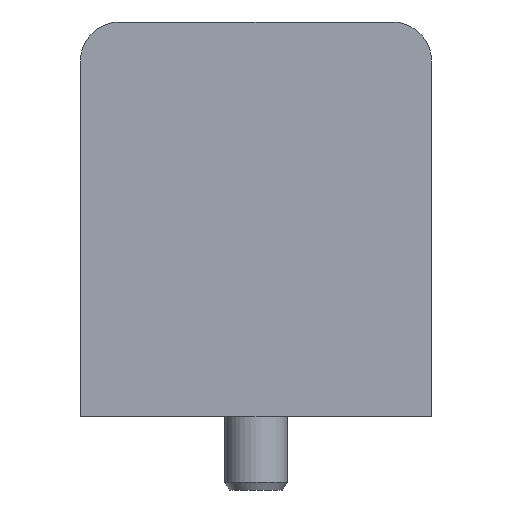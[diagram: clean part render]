
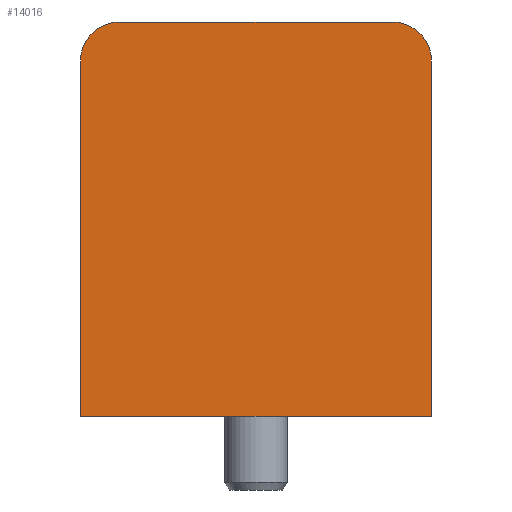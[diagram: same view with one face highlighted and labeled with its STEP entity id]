
A CAD part, left-side view. The second image highlights one B-rep face of the part: STEP entity #14016.
In plain terms, the highlighted planar face has unit normal (-1, 0, 0).
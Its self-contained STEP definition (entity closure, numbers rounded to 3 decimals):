
#369 = ORIENTED_EDGE ( 'NONE', *, *, #19104, .T. ) ;
#999 = DIRECTION ( 'NONE',  ( 0., 0., -1. ) ) ;
#1667 = AXIS2_PLACEMENT_3D ( 'NONE', #10450, #13504, #27401 ) ;
#4193 = ORIENTED_EDGE ( 'NONE', *, *, #19310, .F. ) ;
#5631 = LINE ( 'NONE', #19490, #32780 ) ;
#6314 = DIRECTION ( 'NONE',  ( -1., 0., 0. ) ) ;
#6345 = VERTEX_POINT ( 'NONE', #9834 ) ;
#6710 = CARTESIAN_POINT ( 'NONE',  ( -5.8, 22.5, -28.051 ) ) ;
#8284 = CARTESIAN_POINT ( 'NONE',  ( -5.8, 17.5, 22.5 ) ) ;
#8353 = VERTEX_POINT ( 'NONE', #6710 ) ;
#8538 = CARTESIAN_POINT ( 'NONE',  ( -5.8, -17.5, 22.5 ) ) ;
#8714 = LINE ( 'NONE', #23228, #25278 ) ;
#9074 = EDGE_CURVE ( 'NONE', #22728, #34372, #23784, .T. ) ;
#9834 = CARTESIAN_POINT ( 'NONE',  ( -5.8, 22.5, 17.5 ) ) ;
#10450 = CARTESIAN_POINT ( 'NONE',  ( -5.8, -17.5, 17.5 ) ) ;
#11378 = AXIS2_PLACEMENT_3D ( 'NONE', #17784, #29129, #14717 ) ;
#13367 = VERTEX_POINT ( 'NONE', #8284 ) ;
#13504 = DIRECTION ( 'NONE',  ( -1., 0., 0. ) ) ;
#13859 = DIRECTION ( 'NONE',  ( 0., 0., 1. ) ) ;
#13942 = EDGE_CURVE ( 'NONE', #13367, #34372, #8714, .T. ) ;
#14016 = ADVANCED_FACE ( 'NONE', ( #31429 ), #29013, .T. ) ;
#14543 = VECTOR ( 'NONE', #13859, 1000. ) ;
#14717 = DIRECTION ( 'NONE',  ( 0., 0., 1. ) ) ;
#15541 = EDGE_LOOP ( 'NONE', ( #24123, #34802, #31255, #22069, #369, #4193 ) ) ;
#15922 = VERTEX_POINT ( 'NONE', #34962 ) ;
#17784 = CARTESIAN_POINT ( 'NONE',  ( -5.8, 0., 0. ) ) ;
#17849 = VECTOR ( 'NONE', #999, 1000. ) ;
#19104 = EDGE_CURVE ( 'NONE', #13367, #6345, #30271, .T. ) ;
#19255 = DIRECTION ( 'NONE',  ( 0., 1., 0. ) ) ;
#19310 = EDGE_CURVE ( 'NONE', #8353, #6345, #27615, .T. ) ;
#19490 = CARTESIAN_POINT ( 'NONE',  ( -5.8, -22.5, -28.051 ) ) ;
#22069 = ORIENTED_EDGE ( 'NONE', *, *, #13942, .F. ) ;
#22728 = VERTEX_POINT ( 'NONE', #35839 ) ;
#23100 = AXIS2_PLACEMENT_3D ( 'NONE', #25946, #6314, #25819 ) ;
#23228 = CARTESIAN_POINT ( 'NONE',  ( -5.8, -22.5, 22.5 ) ) ;
#23784 = CIRCLE ( 'NONE', #1667, 5. ) ;
#24123 = ORIENTED_EDGE ( 'NONE', *, *, #32706, .F. ) ;
#25278 = VECTOR ( 'NONE', #31578, 1000. ) ;
#25819 = DIRECTION ( 'NONE',  ( 0., 0., 1. ) ) ;
#25946 = CARTESIAN_POINT ( 'NONE',  ( -5.8, 17.5, 17.5 ) ) ;
#27401 = DIRECTION ( 'NONE',  ( 0., 0., 1. ) ) ;
#27615 = LINE ( 'NONE', #27648, #14543 ) ;
#27648 = CARTESIAN_POINT ( 'NONE',  ( -5.8, 22.5, 22.5 ) ) ;
#29013 = PLANE ( 'NONE',  #11378 ) ;
#29021 = CARTESIAN_POINT ( 'NONE',  ( -5.8, -22.5, -22.5 ) ) ;
#29129 = DIRECTION ( 'NONE',  ( -1., 0., 0. ) ) ;
#30271 = CIRCLE ( 'NONE', #23100, 5. ) ;
#30928 = LINE ( 'NONE', #29021, #17849 ) ;
#31255 = ORIENTED_EDGE ( 'NONE', *, *, #9074, .T. ) ;
#31429 = FACE_OUTER_BOUND ( 'NONE', #15541, .T. ) ;
#31578 = DIRECTION ( 'NONE',  ( 0., -1., 0. ) ) ;
#32706 = EDGE_CURVE ( 'NONE', #15922, #8353, #5631, .T. ) ;
#32780 = VECTOR ( 'NONE', #19255, 1000. ) ;
#33604 = EDGE_CURVE ( 'NONE', #22728, #15922, #30928, .T. ) ;
#34372 = VERTEX_POINT ( 'NONE', #8538 ) ;
#34802 = ORIENTED_EDGE ( 'NONE', *, *, #33604, .F. ) ;
#34962 = CARTESIAN_POINT ( 'NONE',  ( -5.8, -22.5, -28.051 ) ) ;
#35839 = CARTESIAN_POINT ( 'NONE',  ( -5.8, -22.5, 17.5 ) ) ;
